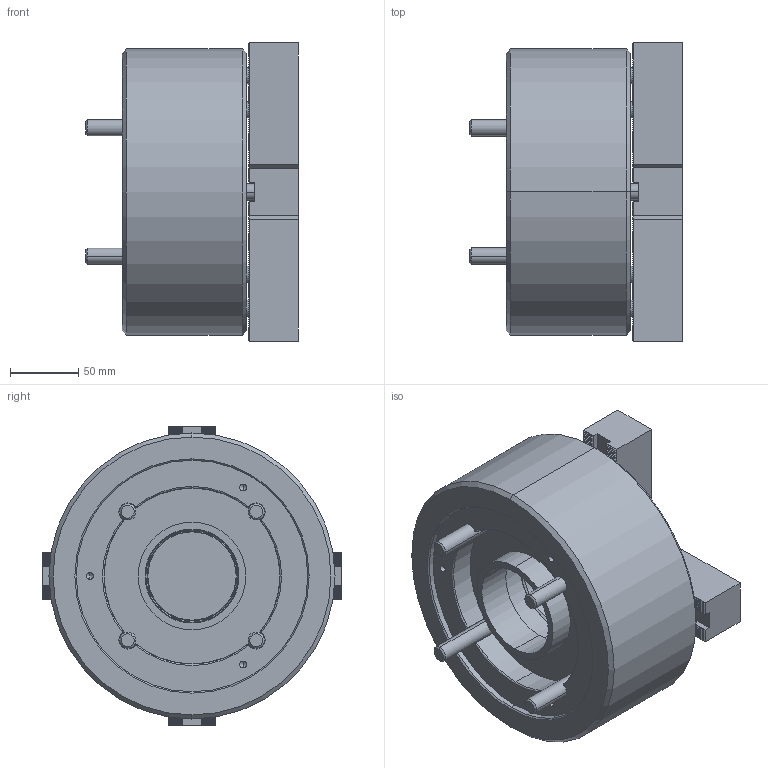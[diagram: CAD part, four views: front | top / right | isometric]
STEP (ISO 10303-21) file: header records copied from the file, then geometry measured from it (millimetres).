
FILE_DESCRIPTION (( 'STEP AP203' ), '1' );
FILE_NAME ('CF-4H-208.STEP', '2019-12-26T05:33:38', ( 'temp' ), ( '' ), 'SwSTEP 2.0', 'SolidWorks 2016', '' );
FILE_SCHEMA (( 'CONFIG_CONTROL_DESIGN' ));
Length unit declared in the file: millimetre
Products named in the file (9): 圓頭內六角螺栓_M12x105; 半圓頭六角孔螺栓_M5x10; CF-4H-208-01000; CF-4H-208; CF-4H-208-02000; CF-4H-208-06000; CF-4H-208-07000; SJ-08; 圓頭內六角螺栓_M12x30
Assembly tree (24 placements, depth 2):
  CF-4H-208
    CF-4H-208-01000
    CF-4H-208-02000
    CF-4H-208-06000
    CF-4H-208-07000
    SJ-08  x4
    圓頭內六角螺栓_M12x30  x8
    圓頭內六角螺栓_M12x105  x4
    半圓頭六角孔螺栓_M5x10  x4
Bounding box: 156.25 x 218.91 x 218.91 mm (x, y, z)
Volume: 2917520.9 mm3; surface area: 369730.6 mm2
Topology: 24 solids, 24 shells, 2676 faces, 7578 edges, 4966 vertices
Faces by surface type: plane 1848, cylinder 687, cone 124, torus 17
Entity records: 25334 total; most frequent: CARTESIAN_POINT 5075, ORIENTED_EDGE 4168, DIRECTION 3673, EDGE_CURVE 2084, LINE 1531, VECTOR 1531, VERTEX_POINT 1369, AXIS2_PLACEMENT_3D 1071
